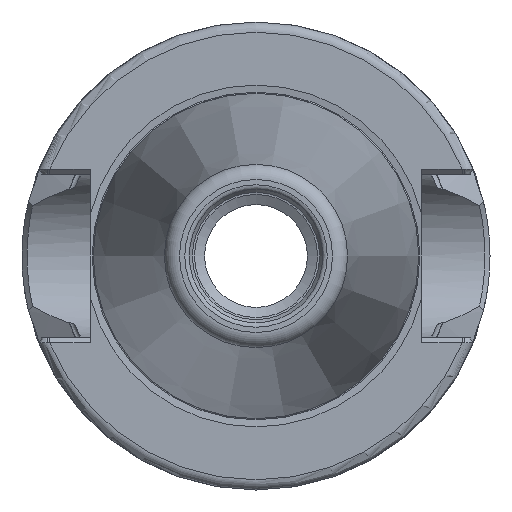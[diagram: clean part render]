
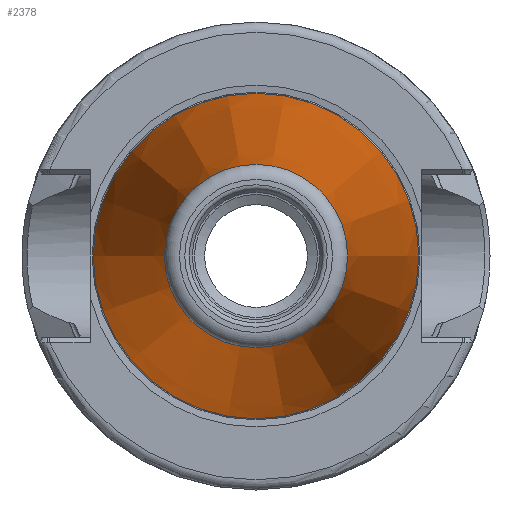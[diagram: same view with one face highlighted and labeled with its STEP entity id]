
A CAD part, left-side view. The second image highlights one B-rep face of the part: STEP entity #2378.
In plain terms, the highlighted conical face has half-angle 8.297 degrees and reference radius 12.502 mm.
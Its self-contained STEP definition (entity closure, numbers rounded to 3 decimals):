
#227=LINE('',#4574,#345);
#345=VECTOR('',#3158,12.502);
#407=CONICAL_SURFACE('',#2622,12.502,0.145);
#504=FACE_OUTER_BOUND('',#635,.T.);
#635=EDGE_LOOP('',(#1955,#1956,#1957,#1958,#1959,#1960,#1961));
#793=CIRCLE('',#2618,9.004);
#794=CIRCLE('',#2619,9.004);
#795=CIRCLE('',#2620,9.004);
#797=CIRCLE('',#2623,15.999);
#798=CIRCLE('',#2624,15.999);
#1017=VERTEX_POINT('',#4562);
#1018=VERTEX_POINT('',#4563);
#1019=VERTEX_POINT('',#4565);
#1020=VERTEX_POINT('',#4570);
#1021=VERTEX_POINT('',#4571);
#1350=EDGE_CURVE('',#1017,#1018,#793,.T.);
#1351=EDGE_CURVE('',#1019,#1017,#794,.T.);
#1352=EDGE_CURVE('',#1018,#1019,#795,.T.);
#1354=EDGE_CURVE('',#1020,#1021,#797,.T.);
#1355=EDGE_CURVE('',#1021,#1020,#798,.T.);
#1356=EDGE_CURVE('',#1021,#1019,#227,.T.);
#1955=ORIENTED_EDGE('',*,*,#1354,.F.);
#1956=ORIENTED_EDGE('',*,*,#1355,.F.);
#1957=ORIENTED_EDGE('',*,*,#1356,.T.);
#1958=ORIENTED_EDGE('',*,*,#1351,.T.);
#1959=ORIENTED_EDGE('',*,*,#1350,.T.);
#1960=ORIENTED_EDGE('',*,*,#1352,.T.);
#1961=ORIENTED_EDGE('',*,*,#1356,.F.);
#2378=ADVANCED_FACE('',(#504),#407,.T.);
#2618=AXIS2_PLACEMENT_3D('',#4564,#3144,#3145);
#2619=AXIS2_PLACEMENT_3D('',#4566,#3146,#3147);
#2620=AXIS2_PLACEMENT_3D('',#4567,#3148,#3149);
#2622=AXIS2_PLACEMENT_3D('',#4569,#3152,#3153);
#2623=AXIS2_PLACEMENT_3D('',#4572,#3154,#3155);
#2624=AXIS2_PLACEMENT_3D('',#4573,#3156,#3157);
#3144=DIRECTION('center_axis',(1.,0.,0.));
#3145=DIRECTION('ref_axis',(0.,0.,-1.));
#3146=DIRECTION('center_axis',(1.,0.,0.));
#3147=DIRECTION('ref_axis',(0.,0.,-1.));
#3148=DIRECTION('center_axis',(1.,0.,0.));
#3149=DIRECTION('ref_axis',(0.,0.,-1.));
#3152=DIRECTION('center_axis',(1.,0.,0.));
#3153=DIRECTION('ref_axis',(0.,1.,0.));
#3154=DIRECTION('center_axis',(1.,0.,0.));
#3155=DIRECTION('ref_axis',(0.,0.,-1.));
#3156=DIRECTION('center_axis',(1.,0.,0.));
#3157=DIRECTION('ref_axis',(0.,0.,-1.));
#3158=DIRECTION('',(-0.99,0.144,0.));
#4562=CARTESIAN_POINT('',(-47.116,9.004,0.));
#4563=CARTESIAN_POINT('',(-47.116,0.,9.004));
#4564=CARTESIAN_POINT('Origin',(-47.116,0.,
0.));
#4565=CARTESIAN_POINT('',(-47.116,-9.004,0.));
#4566=CARTESIAN_POINT('Origin',(-47.116,0.,
0.));
#4567=CARTESIAN_POINT('Origin',(-47.116,0.,
0.));
#4569=CARTESIAN_POINT('Origin',(-23.132,0.,
0.));
#4570=CARTESIAN_POINT('',(0.852,15.999,0.));
#4571=CARTESIAN_POINT('',(0.852,-15.999,0.));
#4572=CARTESIAN_POINT('Origin',(0.852,0.,0.));
#4573=CARTESIAN_POINT('Origin',(0.852,0.,0.));
#4574=CARTESIAN_POINT('',(-23.132,-12.502,0.));
